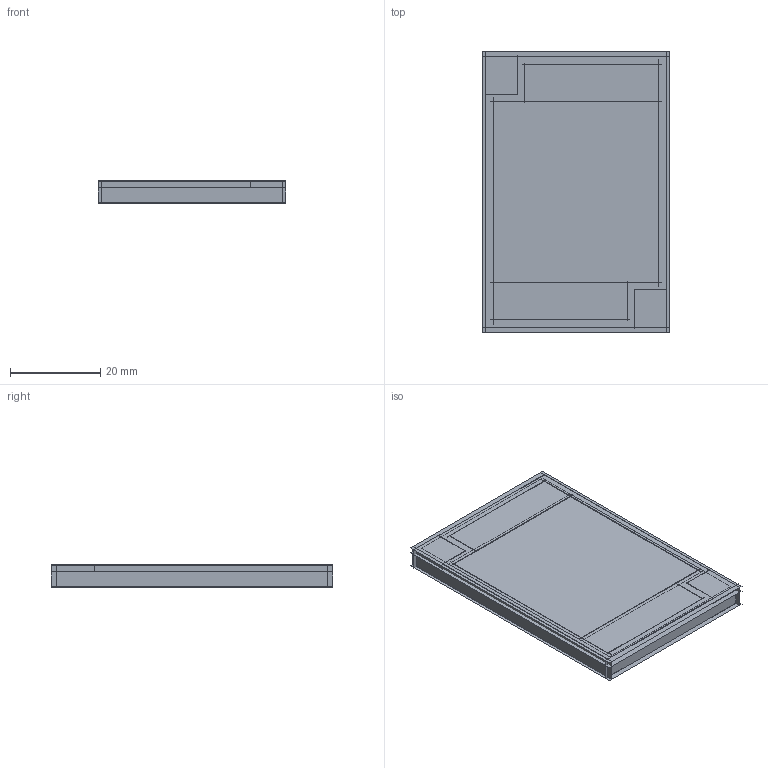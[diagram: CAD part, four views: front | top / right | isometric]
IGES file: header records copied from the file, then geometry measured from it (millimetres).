
Start section:  PTC IGES file: 249947.igs
Global section: file name: 249947.igs; native system: Creo Parametric by PTC Inc.; preprocessor: 2022414; author: banengservice; organization: Unknown; date: 20250609.114007; units: millimetre
Bounding box: 41.6 x 62.4 x 4.99 mm (x, y, z)
Volume: 11095.3 mm3; surface area: 48364.6 mm2
Topology: 2 solids, 2 shells, 66 faces, 308 edges, 372 vertices
Faces by surface type: bspline 58, revolution 8
